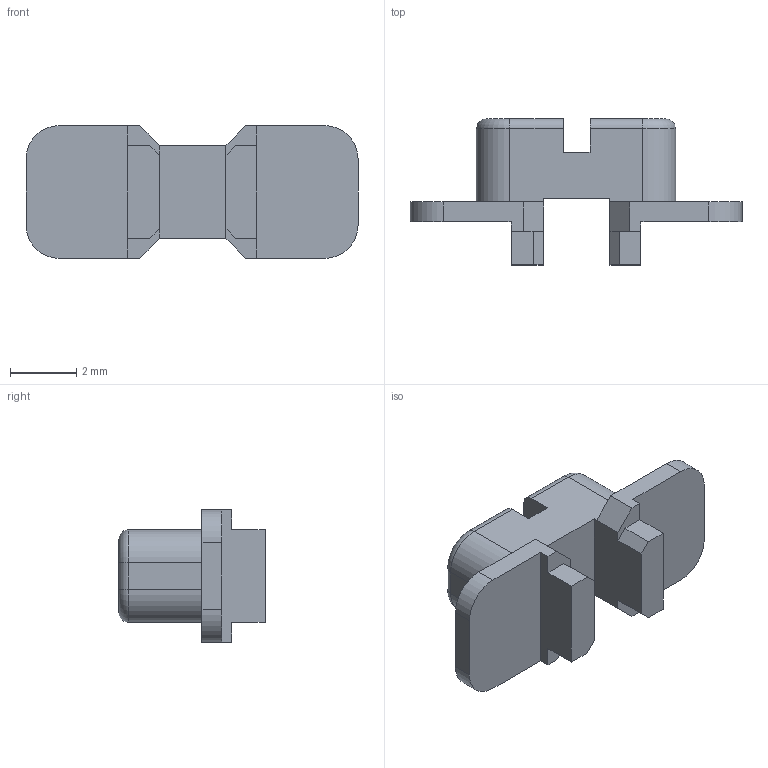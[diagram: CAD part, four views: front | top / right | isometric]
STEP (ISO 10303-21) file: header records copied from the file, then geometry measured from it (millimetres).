
FILE_DESCRIPTION (( 'STEP AP214' ), '1' );
FILE_NAME ('switch.STEP', '2024-06-06T04:25:20', ( '' ), ( '' ), 'SwSTEP 2.0', 'SolidWorks 2024', '' );
FILE_SCHEMA (( 'AUTOMOTIVE_DESIGN' ));
Length unit declared in the file: millimetre
Products named in the file (1): switch
Bounding box: 10 x 4.4 x 4 mm (x, y, z)
Volume: 62.3 mm3; surface area: 151.1 mm2
Topology: 1 solids, 1 shells, 60 faces, 162 edges, 104 vertices
Faces by surface type: plane 42, cylinder 14, torus 4
Entity records: 1885 total; most frequent: CARTESIAN_POINT 327, ORIENTED_EDGE 324, DIRECTION 316, EDGE_CURVE 162, VECTOR 130, LINE 130, VERTEX_POINT 104, AXIS2_PLACEMENT_3D 93
